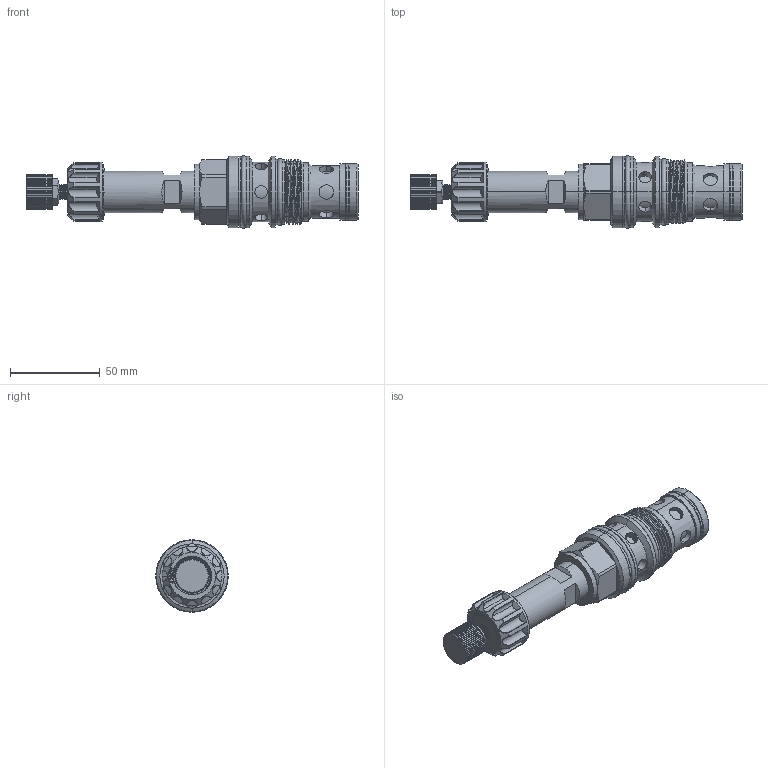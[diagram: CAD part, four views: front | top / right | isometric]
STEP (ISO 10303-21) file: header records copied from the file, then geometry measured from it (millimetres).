
FILE_DESCRIPTION (( 'STEP AP203' ), '1' );
FILE_NAME ('PFR17A3G-M.STEP', '2024-02-23T05:17:56', ( '' ), ( '' ), 'SwSTEP 2.0', 'SolidWorks 2018', '' );
FILE_SCHEMA (( 'CONFIG_CONTROL_DESIGN' ));
Products named in the file (1): PFR17A3G-M
Bounding box: 184.95 x 40.4 x 40.4 mm (x, y, z)
Volume: 118716.3 mm3; surface area: 25546.2 mm2
Topology: 1 solids, 2 shells, 679 faces, 1763 edges, 1135 vertices
Faces by surface type: plane 250, cylinder 243, bspline 83, cone 59, sphere 24, torus 20
Entity records: 56688 total; most frequent: CARTESIAN_POINT 41524, ORIENTED_EDGE 3526, DIRECTION 2676, EDGE_CURVE 1763, VERTEX_POINT 1135, AXIS2_PLACEMENT_3D 1029, EDGE_LOOP 726, ADVANCED_FACE 679
